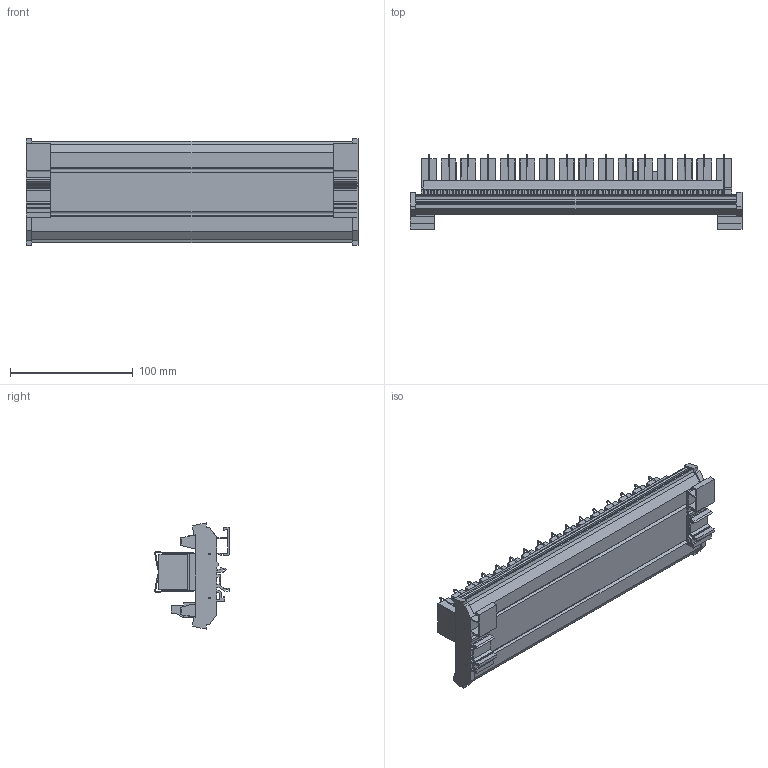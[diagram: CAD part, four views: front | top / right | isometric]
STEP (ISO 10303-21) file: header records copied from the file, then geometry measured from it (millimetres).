
FILE_DESCRIPTION (( 'STEP AP203' ), '1' );
FILE_NAME ('RM-116.STEP', '2014-02-27T03:30:07', ( ' ' ), ( '' ), 'SwSTEP 2.0', 'SolidWorks 2007', '' );
FILE_SCHEMA (( 'CONFIG_CONTROL_DESIGN' ));
Length unit declared in the file: millimetre
Products named in the file (10): 5.08 48pin_預設; Finder Type 44.52S_預設; RM-116; RM-116_PCB_預設; EK950V-04P_預設; Relay®y_¹w³]; 5.08 16pin_預設; RM-116_底座_00_預設
Assembly tree (24 placements, depth 4):
  RM-116
    RM-116_PCB_預設
      5.08 16pin_預設
      Finder Type 44.52S_預設  x16
        Relay®y_¹w³]
        Finder Type 44.52S_預設
      EK950V-04P_預設
      RM-116_PCB_預設
      5.08 48pin_預設
    RM-116_底座_00_預設
Bounding box: 270 x 60.67 x 86.55 mm (x, y, z)
Volume: 289325.4 mm3; surface area: 219720.3 mm2
Topology: 21 solids, 1845 shells, 3837 faces, 14151 edges, 12364 vertices
Faces by surface type: plane 2789, cylinder 728, torus 160, bspline 128, cone 32
Entity records: 49784 total; most frequent: CARTESIAN_POINT 9201, DIRECTION 7683, ORIENTED_EDGE 7678, EDGE_CURVE 4131, VECTOR 3683, LINE 3683, VERTEX_POINT 2854, AXIS2_PLACEMENT_3D 2000
